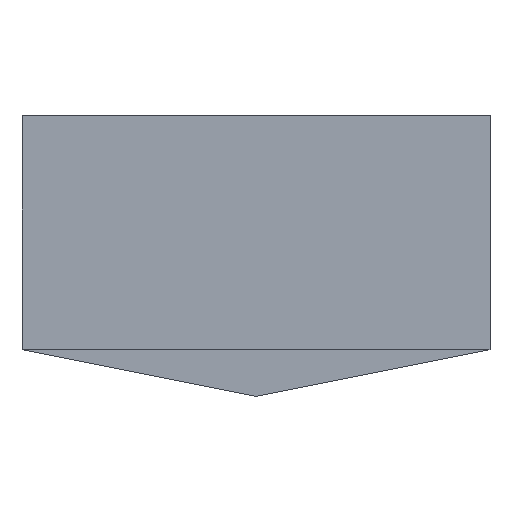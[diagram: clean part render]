
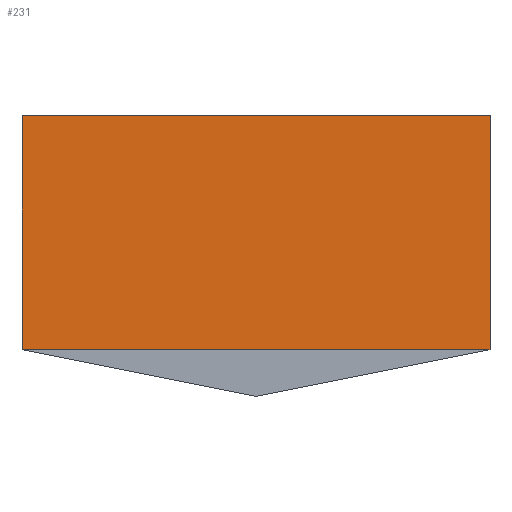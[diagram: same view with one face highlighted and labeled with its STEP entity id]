
A CAD part, left-side view. The second image highlights one B-rep face of the part: STEP entity #231.
In plain terms, the highlighted planar face has unit normal (-1, 0, 0).
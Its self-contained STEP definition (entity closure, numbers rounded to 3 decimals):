
#31=FACE_OUTER_BOUND('',#46,.T.);
#46=EDGE_LOOP('',(#177,#178,#179,#180));
#67=LINE('',#379,#92);
#69=LINE('',#383,#94);
#70=LINE('',#385,#95);
#71=LINE('',#386,#96);
#92=VECTOR('',#315,10.);
#94=VECTOR('',#319,10.);
#95=VECTOR('',#320,10.);
#96=VECTOR('',#321,10.);
#115=VERTEX_POINT('',#376);
#116=VERTEX_POINT('',#378);
#117=VERTEX_POINT('',#382);
#118=VERTEX_POINT('',#384);
#139=EDGE_CURVE('',#115,#116,#67,.T.);
#141=EDGE_CURVE('',#115,#117,#69,.T.);
#142=EDGE_CURVE('',#117,#118,#70,.T.);
#143=EDGE_CURVE('',#116,#118,#71,.T.);
#177=ORIENTED_EDGE('',*,*,#141,.T.);
#178=ORIENTED_EDGE('',*,*,#142,.T.);
#179=ORIENTED_EDGE('',*,*,#143,.F.);
#180=ORIENTED_EDGE('',*,*,#139,.F.);
#216=PLANE('',#270);
#231=ADVANCED_FACE('',(#31),#216,.T.);
#270=AXIS2_PLACEMENT_3D('',#381,#317,#318);
#315=DIRECTION('',(0.,1.,0.));
#317=DIRECTION('center_axis',(-1.,0.,0.));
#318=DIRECTION('ref_axis',(0.,0.,1.));
#319=DIRECTION('',(0.,0.,1.));
#320=DIRECTION('',(0.,1.,0.));
#321=DIRECTION('',(0.,0.,1.));
#376=CARTESIAN_POINT('',(-18.,-9.301,1.101));
#378=CARTESIAN_POINT('',(-18.,0.699,1.101));
#379=CARTESIAN_POINT('',(-18.,-9.301,1.101));
#381=CARTESIAN_POINT('Origin',(-18.,-9.301,1.101));
#382=CARTESIAN_POINT('',(-18.,-9.301,6.101));
#383=CARTESIAN_POINT('',(-18.,-9.301,1.101));
#384=CARTESIAN_POINT('',(-18.,0.699,6.101));
#385=CARTESIAN_POINT('',(-18.,-9.301,6.101));
#386=CARTESIAN_POINT('',(-18.,0.699,1.101));
